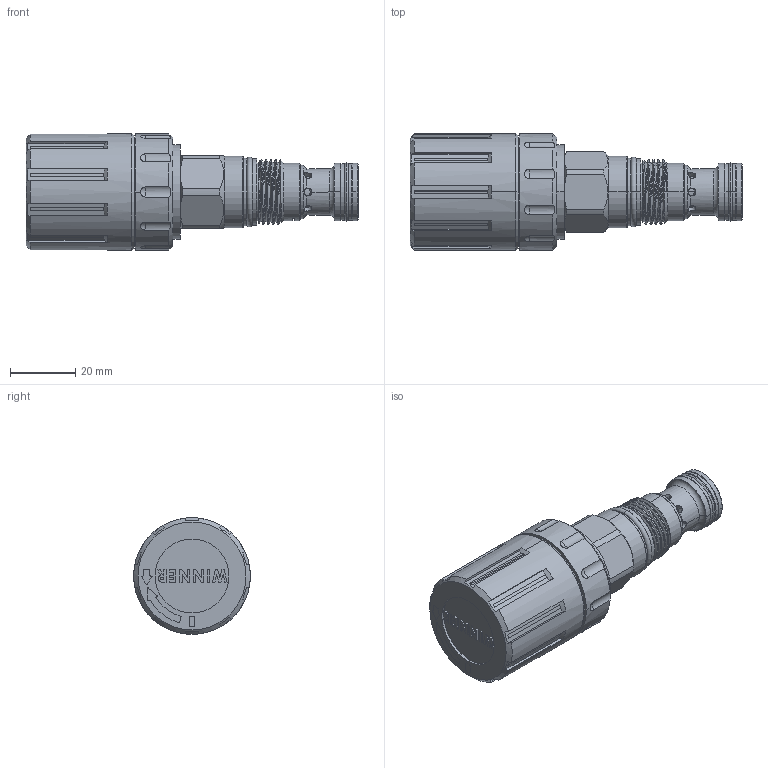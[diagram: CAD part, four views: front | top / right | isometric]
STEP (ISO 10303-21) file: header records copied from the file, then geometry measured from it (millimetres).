
FILE_DESCRIPTION (( 'STEP AP203' ), '1' );
FILE_NAME ('DT13A2A51R-0230.STEP', '2022-11-18T00:42:17', ( '' ), ( '' ), 'SwSTEP 2.0', 'SolidWorks 2018', '' );
FILE_SCHEMA (( 'CONFIG_CONTROL_DESIGN' ));
Length unit declared in the file: millimetre
Products named in the file (1): DT13A2A51R-0230
Bounding box: 101.46 x 35.6 x 35.6 mm (x, y, z)
Volume: 60418.6 mm3; surface area: 12634.1 mm2
Topology: 2 solids, 2 shells, 370 faces, 960 edges, 624 vertices
Faces by surface type: plane 158, cylinder 136, cone 47, torus 12, sphere 10, bspline 7
Entity records: 14135 total; most frequent: CARTESIAN_POINT 5171, ORIENTED_EDGE 1920, DIRECTION 1775, EDGE_CURVE 960, AXIS2_PLACEMENT_3D 654, VERTEX_POINT 624, VECTOR 467, LINE 467
